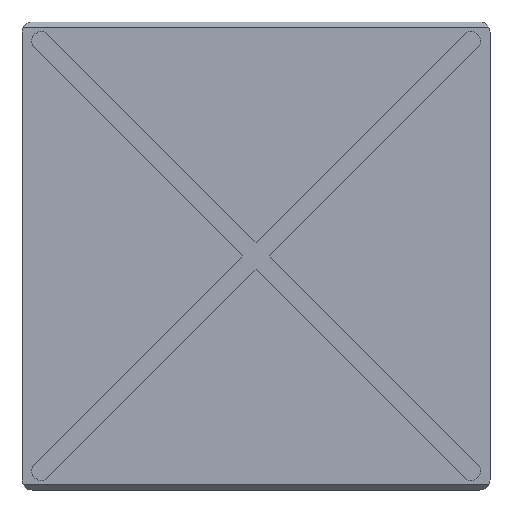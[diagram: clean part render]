
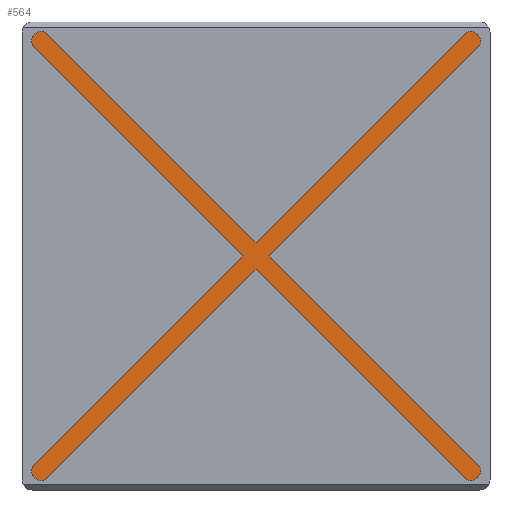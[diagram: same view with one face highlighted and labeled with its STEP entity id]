
A CAD part, front view. The second image highlights one B-rep face of the part: STEP entity #564.
In plain terms, the highlighted face is planar.
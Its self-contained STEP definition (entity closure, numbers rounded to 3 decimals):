
#20 = CARTESIAN_POINT ( 'NONE',  ( -69.571, 65.329, 0.762 ) ) ;
#24 = DIRECTION ( 'NONE',  ( -0.707, -0.707, 0. ) ) ;
#26 = VERTEX_POINT ( 'NONE', #831 ) ;
#35 = DIRECTION ( 'NONE',  ( -1., 0., 0. ) ) ;
#62 = VERTEX_POINT ( 'NONE', #1227 ) ;
#70 = CARTESIAN_POINT ( 'NONE',  ( 67.45, -67.45, 0.762 ) ) ;
#74 = ORIENTED_EDGE ( 'NONE', *, *, #1543, .T. ) ;
#77 = EDGE_LOOP ( 'NONE', ( #1659, #1209, #83, #514, #795, #85, #1040, #1719, #779, #1451, #74, #455, #1654, #1276 ) ) ;
#83 = ORIENTED_EDGE ( 'NONE', *, *, #1092, .T. ) ;
#85 = ORIENTED_EDGE ( 'NONE', *, *, #143, .T. ) ;
#141 = DIRECTION ( 'NONE',  ( -0.707, 0.707, 0. ) ) ;
#143 = EDGE_CURVE ( 'NONE', #1307, #1174, #1088, .T. ) ;
#155 = CARTESIAN_POINT ( 'NONE',  ( -67.45, 67.45, 0.762 ) ) ;
#188 = CARTESIAN_POINT ( 'NONE',  ( -2.121, 2.121, 0.762 ) ) ;
#191 = DIRECTION ( 'NONE',  ( -1., 0., 0. ) ) ;
#215 = VECTOR ( 'NONE', #1647, 1000. ) ;
#224 = EDGE_CURVE ( 'NONE', #646, #884, #1341, .T. ) ;
#242 = CIRCLE ( 'NONE', #466, 3. ) ;
#261 = LINE ( 'NONE', #957, #405 ) ;
#275 = EDGE_CURVE ( 'NONE', #62, #857, #307, .T. ) ;
#276 = CARTESIAN_POINT ( 'NONE',  ( 69.571, -65.329, 0.762 ) ) ;
#307 = LINE ( 'NONE', #1541, #362 ) ;
#319 = LINE ( 'NONE', #188, #556 ) ;
#362 = VECTOR ( 'NONE', #844, 1000. ) ;
#376 = CIRCLE ( 'NONE', #1356, 3. ) ;
#385 = AXIS2_PLACEMENT_3D ( 'NONE', #726, #1632, #191 ) ;
#403 = EDGE_CURVE ( 'NONE', #998, #646, #1181, .T. ) ;
#405 = VECTOR ( 'NONE', #1484, 1000. ) ;
#407 = AXIS2_PLACEMENT_3D ( 'NONE', #1101, #1639, #975 ) ;
#417 = CARTESIAN_POINT ( 'NONE',  ( -2.121, -2.121, 0.762 ) ) ;
#442 = CARTESIAN_POINT ( 'NONE',  ( 4.243, 0., 0.762 ) ) ;
#447 = FACE_OUTER_BOUND ( 'NONE', #77, .T. ) ;
#452 = EDGE_CURVE ( 'NONE', #488, #1603, #532, .T. ) ;
#455 = ORIENTED_EDGE ( 'NONE', *, *, #1211, .T. ) ;
#459 = DIRECTION ( 'NONE',  ( -1., 0., 0. ) ) ;
#466 = AXIS2_PLACEMENT_3D ( 'NONE', #876, #470, #459 ) ;
#470 = DIRECTION ( 'NONE',  ( 0., 0., -1. ) ) ;
#473 = DIRECTION ( 'NONE',  ( -1., 0., 0. ) ) ;
#478 = VERTEX_POINT ( 'NONE', #1328 ) ;
#485 = CARTESIAN_POINT ( 'NONE',  ( -70.45, -67.45, 0.762 ) ) ;
#488 = VERTEX_POINT ( 'NONE', #1214 ) ;
#514 = ORIENTED_EDGE ( 'NONE', *, *, #1512, .F. ) ;
#515 = DIRECTION ( 'NONE',  ( 0., 0., -1. ) ) ;
#531 = CARTESIAN_POINT ( 'NONE',  ( -2.121, -2.121, 0.762 ) ) ;
#532 = CIRCLE ( 'NONE', #1364, 3. ) ;
#548 = EDGE_CURVE ( 'NONE', #790, #1307, #836, .T. ) ;
#556 = VECTOR ( 'NONE', #1661, 1000. ) ;
#561 = LINE ( 'NONE', #1347, #943 ) ;
#564 = ADVANCED_FACE ( 'NONE', ( #447 ), #575, .T. ) ;
#567 = EDGE_CURVE ( 'NONE', #26, #884, #319, .T. ) ;
#575 = PLANE ( 'NONE',  #407 ) ;
#616 = AXIS2_PLACEMENT_3D ( 'NONE', #70, #1125, #35 ) ;
#630 = CARTESIAN_POINT ( 'NONE',  ( -67.45, 67.45, 0.762 ) ) ;
#646 = VERTEX_POINT ( 'NONE', #485 ) ;
#726 = CARTESIAN_POINT ( 'NONE',  ( -67.45, -67.45, 0.762 ) ) ;
#777 = EDGE_CURVE ( 'NONE', #1174, #998, #1344, .T. ) ;
#779 = ORIENTED_EDGE ( 'NONE', *, *, #224, .T. ) ;
#787 = VECTOR ( 'NONE', #1206, 1000. ) ;
#790 = VERTEX_POINT ( 'NONE', #276 ) ;
#795 = ORIENTED_EDGE ( 'NONE', *, *, #548, .T. ) ;
#815 = LINE ( 'NONE', #531, #1308 ) ;
#831 = CARTESIAN_POINT ( 'NONE',  ( -4.243, 0., 0.762 ) ) ;
#836 = CIRCLE ( 'NONE', #616, 3. ) ;
#837 = CARTESIAN_POINT ( 'NONE',  ( 0., 4.243, 0.762 ) ) ;
#844 = DIRECTION ( 'NONE',  ( -0.707, -0.707, 0. ) ) ;
#857 = VERTEX_POINT ( 'NONE', #837 ) ;
#866 = VERTEX_POINT ( 'NONE', #442 ) ;
#876 = CARTESIAN_POINT ( 'NONE',  ( 67.45, 67.45, 0.762 ) ) ;
#884 = VERTEX_POINT ( 'NONE', #1139 ) ;
#916 = CARTESIAN_POINT ( 'NONE',  ( 2.121, -2.121, 0.762 ) ) ;
#943 = VECTOR ( 'NONE', #24, 1000. ) ;
#957 = CARTESIAN_POINT ( 'NONE',  ( 2.121, 2.121, 0.762 ) ) ;
#975 = DIRECTION ( 'NONE',  ( -1., 0., 0. ) ) ;
#998 = VERTEX_POINT ( 'NONE', #1191 ) ;
#1003 = LINE ( 'NONE', #1111, #215 ) ;
#1027 = DIRECTION ( 'NONE',  ( -1., 0., 0. ) ) ;
#1040 = ORIENTED_EDGE ( 'NONE', *, *, #777, .T. ) ;
#1069 = CARTESIAN_POINT ( 'NONE',  ( -65.329, 69.571, 0.762 ) ) ;
#1088 = LINE ( 'NONE', #417, #1707 ) ;
#1092 = EDGE_CURVE ( 'NONE', #478, #866, #561, .T. ) ;
#1101 = CARTESIAN_POINT ( 'NONE',  ( 0., 0., 0.762 ) ) ;
#1111 = CARTESIAN_POINT ( 'NONE',  ( 2.121, 2.121, 0.762 ) ) ;
#1125 = DIRECTION ( 'NONE',  ( 0., 0., -1. ) ) ;
#1139 = CARTESIAN_POINT ( 'NONE',  ( -69.571, -65.329, 0.762 ) ) ;
#1159 = DIRECTION ( 'NONE',  ( 0., 0., -1. ) ) ;
#1174 = VERTEX_POINT ( 'NONE', #1475 ) ;
#1181 = CIRCLE ( 'NONE', #1312, 3. ) ;
#1186 = CARTESIAN_POINT ( 'NONE',  ( -67.45, -67.45, 0.762 ) ) ;
#1191 = CARTESIAN_POINT ( 'NONE',  ( -65.329, -69.571, 0.762 ) ) ;
#1206 = DIRECTION ( 'NONE',  ( -0.707, -0.707, 0. ) ) ;
#1209 = ORIENTED_EDGE ( 'NONE', *, *, #1717, .T. ) ;
#1211 = EDGE_CURVE ( 'NONE', #1474, #488, #376, .T. ) ;
#1214 = CARTESIAN_POINT ( 'NONE',  ( -70.45, 67.45, 0.762 ) ) ;
#1217 = DIRECTION ( 'NONE',  ( -0.707, 0.707, 0. ) ) ;
#1227 = CARTESIAN_POINT ( 'NONE',  ( 65.329, 69.571, 0.762 ) ) ;
#1276 = ORIENTED_EDGE ( 'NONE', *, *, #1282, .F. ) ;
#1282 = EDGE_CURVE ( 'NONE', #857, #1603, #1003, .T. ) ;
#1307 = VERTEX_POINT ( 'NONE', #1408 ) ;
#1308 = VECTOR ( 'NONE', #141, 1000. ) ;
#1312 = AXIS2_PLACEMENT_3D ( 'NONE', #1186, #515, #1692 ) ;
#1328 = CARTESIAN_POINT ( 'NONE',  ( 69.571, 65.329, 0.762 ) ) ;
#1341 = CIRCLE ( 'NONE', #385, 3. ) ;
#1344 = LINE ( 'NONE', #916, #787 ) ;
#1347 = CARTESIAN_POINT ( 'NONE',  ( 2.121, -2.121, 0.762 ) ) ;
#1356 = AXIS2_PLACEMENT_3D ( 'NONE', #155, #1544, #473 ) ;
#1364 = AXIS2_PLACEMENT_3D ( 'NONE', #630, #1159, #1027 ) ;
#1408 = CARTESIAN_POINT ( 'NONE',  ( 65.329, -69.571, 0.762 ) ) ;
#1451 = ORIENTED_EDGE ( 'NONE', *, *, #567, .F. ) ;
#1474 = VERTEX_POINT ( 'NONE', #20 ) ;
#1475 = CARTESIAN_POINT ( 'NONE',  ( 0., -4.243, 0.762 ) ) ;
#1484 = DIRECTION ( 'NONE',  ( -0.707, 0.707, 0. ) ) ;
#1512 = EDGE_CURVE ( 'NONE', #790, #866, #261, .T. ) ;
#1541 = CARTESIAN_POINT ( 'NONE',  ( -2.121, 2.121, 0.762 ) ) ;
#1543 = EDGE_CURVE ( 'NONE', #26, #1474, #815, .T. ) ;
#1544 = DIRECTION ( 'NONE',  ( 0., 0., -1. ) ) ;
#1603 = VERTEX_POINT ( 'NONE', #1069 ) ;
#1632 = DIRECTION ( 'NONE',  ( 0., 0., -1. ) ) ;
#1639 = DIRECTION ( 'NONE',  ( 0., 0., -1. ) ) ;
#1647 = DIRECTION ( 'NONE',  ( -0.707, 0.707, 0. ) ) ;
#1654 = ORIENTED_EDGE ( 'NONE', *, *, #452, .T. ) ;
#1659 = ORIENTED_EDGE ( 'NONE', *, *, #275, .F. ) ;
#1661 = DIRECTION ( 'NONE',  ( -0.707, -0.707, 0. ) ) ;
#1692 = DIRECTION ( 'NONE',  ( -1., 0., 0. ) ) ;
#1707 = VECTOR ( 'NONE', #1217, 1000. ) ;
#1717 = EDGE_CURVE ( 'NONE', #62, #478, #242, .T. ) ;
#1719 = ORIENTED_EDGE ( 'NONE', *, *, #403, .T. ) ;
